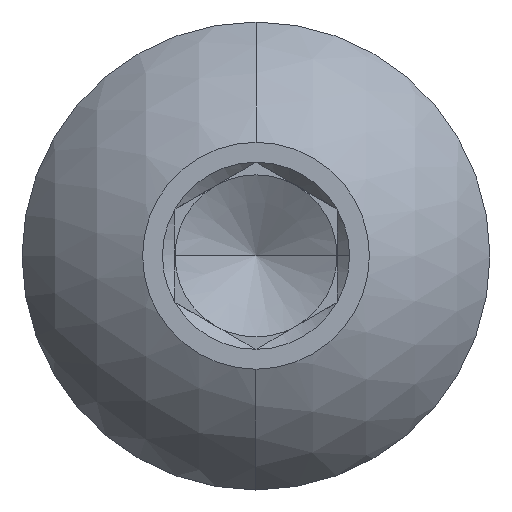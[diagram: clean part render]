
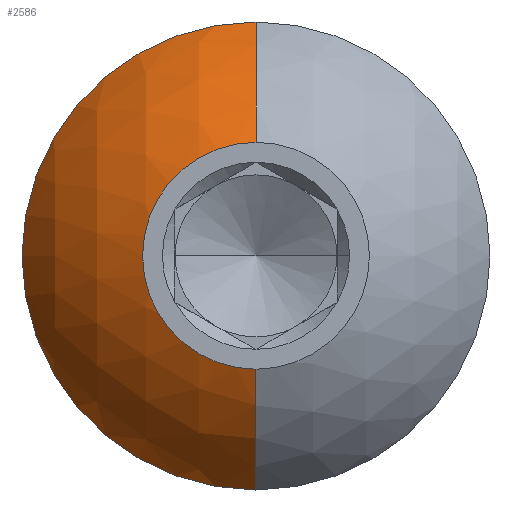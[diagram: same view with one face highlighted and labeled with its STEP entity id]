
A CAD part, top view. The second image highlights one B-rep face of the part: STEP entity #2586.
In plain terms, the highlighted spherical face has radius 5.246 mm.
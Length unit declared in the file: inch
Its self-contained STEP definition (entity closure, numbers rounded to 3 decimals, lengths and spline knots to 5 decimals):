
#165 = DIRECTION ( 'NONE',  ( 0., 1., 0. ) ) ;
#200 = CARTESIAN_POINT ( 'NONE',  ( 0., 0., -0.01157 ) ) ;
#239 = DIRECTION ( 'NONE',  ( 0., 0., 1. ) ) ;
#250 = VERTEX_POINT ( 'NONE', #1742 ) ;
#278 = CIRCLE ( 'NONE', #2687, 0.1805 ) ;
#306 = VERTEX_POINT ( 'NONE', #1766 ) ;
#333 = CARTESIAN_POINT ( 'NONE',  ( 0., 0., 0.08879 ) ) ;
#357 = DIRECTION ( 'NONE',  ( 1., 0., 0. ) ) ;
#407 = DIRECTION ( 'NONE',  ( -1., 0., 0. ) ) ;
#497 = AXIS2_PLACEMENT_3D ( 'NONE', #200, #2495, #1253 ) ;
#498 = CARTESIAN_POINT ( 'NONE',  ( 0., 0., 0.08879 ) ) ;
#574 = ORIENTED_EDGE ( 'NONE', *, *, #2646, .T. ) ;
#624 = FACE_OUTER_BOUND ( 'NONE', #1350, .T. ) ;
#644 = ORIENTED_EDGE ( 'NONE', *, *, #2183, .F. ) ;
#664 = SPHERICAL_SURFACE ( 'NONE', #1298, 0.20652 ) ;
#672 = ORIENTED_EDGE ( 'NONE', *, *, #2522, .T. ) ;
#689 = CARTESIAN_POINT ( 'NONE',  ( 0., 0., -0.01157 ) ) ;
#737 = VERTEX_POINT ( 'NONE', #1354 ) ;
#822 = CIRCLE ( 'NONE', #2487, 0.0875 ) ;
#882 = EDGE_CURVE ( 'NONE', #737, #306, #278, .T. ) ;
#904 = VERTEX_POINT ( 'NONE', #923 ) ;
#909 = DIRECTION ( 'NONE',  ( -1., 0., 0. ) ) ;
#923 = CARTESIAN_POINT ( 'NONE',  ( 0., 0.0875, 0.1755 ) ) ;
#937 = VERTEX_POINT ( 'NONE', #1170 ) ;
#1170 = CARTESIAN_POINT ( 'NONE',  ( 0., -0.1805, 0.08879 ) ) ;
#1187 = CIRCLE ( 'NONE', #497, 0.20652 ) ;
#1196 = ORIENTED_EDGE ( 'NONE', *, *, #1915, .F. ) ;
#1253 = DIRECTION ( 'NONE',  ( 0., 0., -1. ) ) ;
#1298 = AXIS2_PLACEMENT_3D ( 'NONE', #1660, #407, #165 ) ;
#1301 = DIRECTION ( 'NONE',  ( 0., 0., 1. ) ) ;
#1336 = DIRECTION ( 'NONE',  ( 1., 0., 0. ) ) ;
#1350 = EDGE_LOOP ( 'NONE', ( #672, #574, #644, #1196, #1674 ) ) ;
#1354 = CARTESIAN_POINT ( 'NONE',  ( 0., 0.1805, 0.08879 ) ) ;
#1494 = CIRCLE ( 'NONE', #2292, 0.20652 ) ;
#1521 = CARTESIAN_POINT ( 'NONE',  ( 0., 0., 0.1755 ) ) ;
#1660 = CARTESIAN_POINT ( 'NONE',  ( 0., 0., -0.01157 ) ) ;
#1674 = ORIENTED_EDGE ( 'NONE', *, *, #882, .T. ) ;
#1712 = DIRECTION ( 'NONE',  ( 0., -1., 0. ) ) ;
#1742 = CARTESIAN_POINT ( 'NONE',  ( 0., -0.0875, 0.1755 ) ) ;
#1757 = AXIS2_PLACEMENT_3D ( 'NONE', #333, #1794, #357 ) ;
#1766 = CARTESIAN_POINT ( 'NONE',  ( -0.1805, 0., 0.08879 ) ) ;
#1794 = DIRECTION ( 'NONE',  ( 0., 0., 1. ) ) ;
#1915 = EDGE_CURVE ( 'NONE', #737, #904, #1187, .T. ) ;
#1926 = DIRECTION ( 'NONE',  ( 1., 0., 0. ) ) ;
#2183 = EDGE_CURVE ( 'NONE', #904, #250, #822, .T. ) ;
#2292 = AXIS2_PLACEMENT_3D ( 'NONE', #689, #909, #1712 ) ;
#2487 = AXIS2_PLACEMENT_3D ( 'NONE', #1521, #239, #1926 ) ;
#2495 = DIRECTION ( 'NONE',  ( 1., 0., 0. ) ) ;
#2522 = EDGE_CURVE ( 'NONE', #306, #937, #2565, .T. ) ;
#2565 = CIRCLE ( 'NONE', #1757, 0.1805 ) ;
#2586 = ADVANCED_FACE ( 'NONE', ( #624 ), #664, .T. ) ;
#2646 = EDGE_CURVE ( 'NONE', #937, #250, #1494, .T. ) ;
#2687 = AXIS2_PLACEMENT_3D ( 'NONE', #498, #1301, #1336 ) ;
